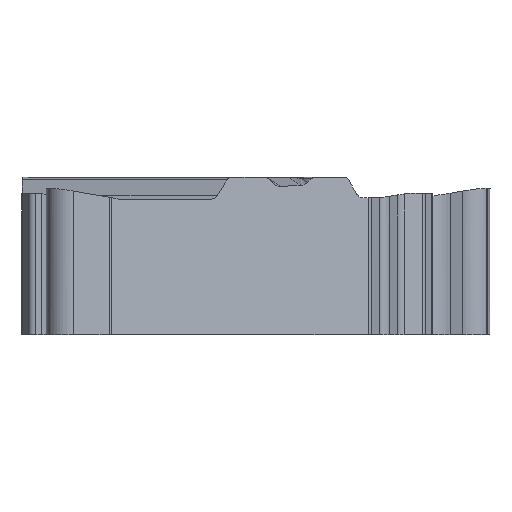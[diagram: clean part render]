
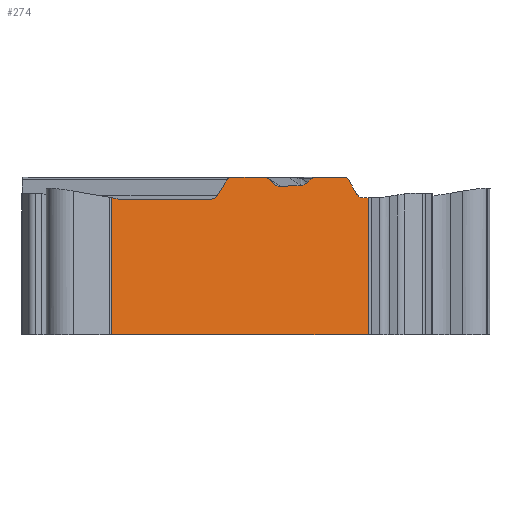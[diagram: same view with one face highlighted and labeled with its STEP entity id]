
A CAD part, front view. The second image highlights one B-rep face of the part: STEP entity #274.
In plain terms, the highlighted planar face has unit normal (0.5, -0.866, 0).
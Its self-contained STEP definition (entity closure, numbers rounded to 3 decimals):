
#94=ELLIPSE('',#2577,0.234,0.2);
#95=ELLIPSE('',#2578,0.17,0.15);
#96=ELLIPSE('',#2579,0.15,0.15);
#97=ELLIPSE('',#2580,0.167,0.15);
#98=ELLIPSE('',#2581,0.177,0.15);
#99=ELLIPSE('',#2582,0.236,0.2);
#194=CIRCLE('',#2583,0.2);
#274=ADVANCED_FACE('',(#458),#393,.F.);
#393=PLANE('',#2584);
#458=FACE_OUTER_BOUND('',#586,.T.);
#586=EDGE_LOOP('',(#841,#842,#843,#844,#845,#846,#847,#848,#849,#850,#851,
#852,#853,#854,#855,#856,#857,#858,#859,#860,#861,#862));
#841=ORIENTED_EDGE('',*,*,#1769,.F.);
#842=ORIENTED_EDGE('',*,*,#1770,.T.);
#843=ORIENTED_EDGE('',*,*,#1771,.F.);
#844=ORIENTED_EDGE('',*,*,#1772,.T.);
#845=ORIENTED_EDGE('',*,*,#1773,.F.);
#846=ORIENTED_EDGE('',*,*,#1774,.F.);
#847=ORIENTED_EDGE('',*,*,#1775,.F.);
#848=ORIENTED_EDGE('',*,*,#1776,.F.);
#849=ORIENTED_EDGE('',*,*,#1777,.F.);
#850=ORIENTED_EDGE('',*,*,#1778,.F.);
#851=ORIENTED_EDGE('',*,*,#1779,.F.);
#852=ORIENTED_EDGE('',*,*,#1780,.F.);
#853=ORIENTED_EDGE('',*,*,#1781,.F.);
#854=ORIENTED_EDGE('',*,*,#1782,.F.);
#855=ORIENTED_EDGE('',*,*,#1783,.F.);
#856=ORIENTED_EDGE('',*,*,#1784,.F.);
#857=ORIENTED_EDGE('',*,*,#1785,.F.);
#858=ORIENTED_EDGE('',*,*,#1786,.T.);
#859=ORIENTED_EDGE('',*,*,#1787,.T.);
#860=ORIENTED_EDGE('',*,*,#1788,.T.);
#861=ORIENTED_EDGE('',*,*,#1789,.F.);
#862=ORIENTED_EDGE('',*,*,#1790,.T.);
#1513=VERTEX_POINT('',#4325);
#1514=VERTEX_POINT('',#4326);
#1515=VERTEX_POINT('',#4328);
#1516=VERTEX_POINT('',#4330);
#1517=VERTEX_POINT('',#4332);
#1518=VERTEX_POINT('',#4334);
#1519=VERTEX_POINT('',#4336);
#1520=VERTEX_POINT('',#4338);
#1521=VERTEX_POINT('',#4340);
#1522=VERTEX_POINT('',#4342);
#1523=VERTEX_POINT('',#4356);
#1524=VERTEX_POINT('',#4358);
#1525=VERTEX_POINT('',#4372);
#1526=VERTEX_POINT('',#4374);
#1527=VERTEX_POINT('',#4376);
#1528=VERTEX_POINT('',#4378);
#1529=VERTEX_POINT('',#4380);
#1530=VERTEX_POINT('',#4382);
#1531=VERTEX_POINT('',#4384);
#1532=VERTEX_POINT('',#4386);
#1533=VERTEX_POINT('',#4388);
#1534=VERTEX_POINT('',#4390);
#1769=EDGE_CURVE('',#1513,#1514,#2081,.T.);
#1770=EDGE_CURVE('',#1513,#1515,#2082,.T.);
#1771=EDGE_CURVE('',#1516,#1515,#2083,.T.);
#1772=EDGE_CURVE('',#1516,#1517,#94,.T.);
#1773=EDGE_CURVE('',#1518,#1517,#2084,.T.);
#1774=EDGE_CURVE('',#1519,#1518,#95,.T.);
#1775=EDGE_CURVE('',#1520,#1519,#2085,.T.);
#1776=EDGE_CURVE('',#1521,#1520,#96,.T.);
#1777=EDGE_CURVE('',#1522,#1521,#2086,.T.);
#1778=EDGE_CURVE('',#1523,#1522,#2460,.T.);
#1779=EDGE_CURVE('',#1524,#1523,#2087,.T.);
#1780=EDGE_CURVE('',#1525,#1524,#2461,.T.);
#1781=EDGE_CURVE('',#1526,#1525,#2088,.T.);
#1782=EDGE_CURVE('',#1527,#1526,#97,.T.);
#1783=EDGE_CURVE('',#1528,#1527,#2089,.T.);
#1784=EDGE_CURVE('',#1529,#1528,#98,.T.);
#1785=EDGE_CURVE('',#1530,#1529,#2090,.T.);
#1786=EDGE_CURVE('',#1530,#1531,#99,.T.);
#1787=EDGE_CURVE('',#1531,#1532,#2091,.T.);
#1788=EDGE_CURVE('',#1532,#1533,#194,.T.);
#1789=EDGE_CURVE('',#1534,#1533,#2092,.T.);
#1790=EDGE_CURVE('',#1534,#1514,#2093,.T.);
#2081=LINE('',#4324,#2297);
#2082=LINE('',#4327,#2298);
#2083=LINE('',#4329,#2299);
#2084=LINE('',#4333,#2300);
#2085=LINE('',#4337,#2301);
#2086=LINE('',#4341,#2302);
#2087=LINE('',#4357,#2303);
#2088=LINE('',#4373,#2304);
#2089=LINE('',#4377,#2305);
#2090=LINE('',#4381,#2306);
#2091=LINE('',#4385,#2307);
#2092=LINE('',#4389,#2308);
#2093=LINE('',#4391,#2309);
#2297=VECTOR('',#2962,1.);
#2298=VECTOR('',#2963,1.);
#2299=VECTOR('',#2964,1.);
#2300=VECTOR('',#2967,1.);
#2301=VECTOR('',#2970,1.);
#2302=VECTOR('',#2973,1.);
#2303=VECTOR('',#2974,1.);
#2304=VECTOR('',#2975,1.);
#2305=VECTOR('',#2978,1.);
#2306=VECTOR('',#2981,1.);
#2307=VECTOR('',#2984,1.);
#2308=VECTOR('',#2987,1.);
#2309=VECTOR('',#2988,1.);
#2460=B_SPLINE_CURVE_WITH_KNOTS('',3,(#4343,#4344,#4345,#4346,#4347,#4348,
#4349,#4350,#4351,#4352,#4353,#4354,#4355),.UNSPECIFIED.,.F.,.F.,(4,3,3,
3,4),(0.,0.249,0.498,0.746,1.),
 .UNSPECIFIED.);
#2461=B_SPLINE_CURVE_WITH_KNOTS('',3,(#4359,#4360,#4361,#4362,#4363,#4364,
#4365,#4366,#4367,#4368,#4369,#4370,#4371),.UNSPECIFIED.,.F.,.F.,(4,3,3,
3,4),(0.,0.234,0.468,0.701,1.),
 .UNSPECIFIED.);
#2577=AXIS2_PLACEMENT_3D('',#4331,#2965,#2966);
#2578=AXIS2_PLACEMENT_3D('',#4335,#2968,#2969);
#2579=AXIS2_PLACEMENT_3D('',#4339,#2971,#2972);
#2580=AXIS2_PLACEMENT_3D('',#4375,#2976,#2977);
#2581=AXIS2_PLACEMENT_3D('',#4379,#2979,#2980);
#2582=AXIS2_PLACEMENT_3D('',#4383,#2982,#2983);
#2583=AXIS2_PLACEMENT_3D('',#4387,#2985,#2986);
#2584=AXIS2_PLACEMENT_3D('',#4392,#2989,#2990);
#2962=DIRECTION('',(-0.866,-0.5,0.));
#2963=DIRECTION('',(0.,0.,1.));
#2964=DIRECTION('',(0.863,0.498,0.088));
#2965=DIRECTION('',(-0.5,0.866,0.));
#2966=DIRECTION('',(0.854,0.493,-0.165));
#2967=DIRECTION('',(0.483,0.279,-0.83));
#2968=DIRECTION('',(-0.5,0.866,0.));
#2969=DIRECTION('',(-0.866,-0.5,0.));
#2970=DIRECTION('',(0.866,0.5,0.));
#2971=DIRECTION('',(-0.5,0.866,0.));
#2972=DIRECTION('',(0.866,0.5,0.));
#2973=DIRECTION('',(0.658,0.38,0.651));
#2974=DIRECTION('',(0.865,0.5,0.043));
#2975=DIRECTION('',(0.686,0.396,-0.611));
#2976=DIRECTION('',(-0.5,0.866,0.));
#2977=DIRECTION('',(-0.866,-0.5,0.));
#2978=DIRECTION('',(0.866,0.5,0.));
#2979=DIRECTION('',(-0.5,0.866,0.));
#2980=DIRECTION('',(-0.866,-0.5,0.));
#2981=DIRECTION('',(0.497,0.287,0.819));
#2982=DIRECTION('',(-0.5,0.866,0.));
#2983=DIRECTION('',(-0.866,-0.5,0.));
#2984=DIRECTION('',(-0.866,-0.5,0.));
#2985=DIRECTION('',(-0.5,0.866,0.));
#2986=DIRECTION('',(0.,0.,-1.));
#2987=DIRECTION('',(0.853,0.492,-0.174));
#2988=DIRECTION('',(0.,0.,-1.));
#2989=DIRECTION('',(-0.5,0.866,0.));
#2990=DIRECTION('',(0.,0.,-1.));
#4324=CARTESIAN_POINT('',(-0.367,-5.711,-3.97));
#4325=CARTESIAN_POINT('',(4.688,-2.792,-3.97));
#4326=CARTESIAN_POINT('',(-2.323,-6.841,-3.97));
#4327=CARTESIAN_POINT('',(4.688,-2.792,3.33));
#4328=CARTESIAN_POINT('',(4.688,-2.792,-0.225));
#4329=CARTESIAN_POINT('',(-0.308,-5.677,-0.733));
#4330=CARTESIAN_POINT('',(4.583,-2.853,-0.235));
#4331=CARTESIAN_POINT('',(4.552,-2.871,-0.035));
#4332=CARTESIAN_POINT('',(4.379,-2.971,-0.129));
#4333=CARTESIAN_POINT('',(2.837,-3.861,2.518));
#4334=CARTESIAN_POINT('',(4.154,-3.101,0.257));
#4335=CARTESIAN_POINT('',(4.028,-3.174,0.18));
#4336=CARTESIAN_POINT('',(4.028,-3.174,0.33));
#4337=CARTESIAN_POINT('',(-0.367,-5.711,0.33));
#4338=CARTESIAN_POINT('',(3.222,-3.639,0.33));
#4339=CARTESIAN_POINT('',(3.222,-3.639,0.18));
#4340=CARTESIAN_POINT('',(3.137,-3.688,0.294));
#4341=CARTESIAN_POINT('',(1.004,-4.92,-1.817));
#4342=CARTESIAN_POINT('',(3.029,-3.75,0.187));
#4343=CARTESIAN_POINT('',(2.857,-3.85,0.108));
#4344=CARTESIAN_POINT('',(2.873,-3.841,0.109));
#4345=CARTESIAN_POINT('',(2.888,-3.832,0.112));
#4346=CARTESIAN_POINT('',(2.904,-3.823,0.115));
#4347=CARTESIAN_POINT('',(2.919,-3.814,0.119));
#4348=CARTESIAN_POINT('',(2.934,-3.805,0.124));
#4349=CARTESIAN_POINT('',(2.949,-3.797,0.131));
#4350=CARTESIAN_POINT('',(2.963,-3.789,0.138));
#4351=CARTESIAN_POINT('',(2.977,-3.78,0.146));
#4352=CARTESIAN_POINT('',(2.99,-3.773,0.155));
#4353=CARTESIAN_POINT('',(3.004,-3.765,0.164));
#4354=CARTESIAN_POINT('',(3.017,-3.757,0.175));
#4355=CARTESIAN_POINT('',(3.029,-3.75,0.187));
#4356=CARTESIAN_POINT('',(2.857,-3.85,0.108));
#4357=CARTESIAN_POINT('',(-0.364,-5.709,-0.05));
#4358=CARTESIAN_POINT('',(2.296,-4.173,0.081));
#4359=CARTESIAN_POINT('',(2.124,-4.273,0.143));
#4360=CARTESIAN_POINT('',(2.136,-4.266,0.132));
#4361=CARTESIAN_POINT('',(2.148,-4.259,0.123));
#4362=CARTESIAN_POINT('',(2.161,-4.252,0.116));
#4363=CARTESIAN_POINT('',(2.173,-4.245,0.108));
#4364=CARTESIAN_POINT('',(2.186,-4.237,0.101));
#4365=CARTESIAN_POINT('',(2.2,-4.229,0.096));
#4366=CARTESIAN_POINT('',(2.214,-4.221,0.091));
#4367=CARTESIAN_POINT('',(2.228,-4.213,0.087));
#4368=CARTESIAN_POINT('',(2.242,-4.205,0.084));
#4369=CARTESIAN_POINT('',(2.26,-4.195,0.081));
#4370=CARTESIAN_POINT('',(2.278,-4.184,0.08));
#4371=CARTESIAN_POINT('',(2.296,-4.173,0.081));
#4372=CARTESIAN_POINT('',(2.124,-4.273,0.143));
#4373=CARTESIAN_POINT('',(4.055,-3.158,-1.577));
#4374=CARTESIAN_POINT('',(1.954,-4.371,0.294));
#4375=CARTESIAN_POINT('',(1.861,-4.425,0.18));
#4376=CARTESIAN_POINT('',(1.861,-4.425,0.33));
#4377=CARTESIAN_POINT('',(5.129,-2.538,0.33));
#4378=CARTESIAN_POINT('',(0.961,-4.944,0.33));
#4379=CARTESIAN_POINT('',(0.961,-4.944,0.18));
#4380=CARTESIAN_POINT('',(0.829,-5.021,0.257));
#4381=CARTESIAN_POINT('',(2.151,-4.257,2.437));
#4382=CARTESIAN_POINT('',(0.569,-5.171,-0.172));
#4383=CARTESIAN_POINT('',(0.394,-5.272,-0.07));
#4384=CARTESIAN_POINT('',(0.394,-5.272,-0.27));
#4385=CARTESIAN_POINT('',(5.129,-2.538,-0.27));
#4386=CARTESIAN_POINT('',(-2.106,-6.715,-0.27));
#4387=CARTESIAN_POINT('',(-2.106,-6.715,-0.07));
#4388=CARTESIAN_POINT('',(-2.136,-6.732,-0.267));
#4389=CARTESIAN_POINT('',(4.866,-2.69,-1.693));
#4390=CARTESIAN_POINT('',(-2.323,-6.841,-0.229));
#4391=CARTESIAN_POINT('',(-2.323,-6.841,-5.47));
#4392=CARTESIAN_POINT('',(-0.367,-5.711,0.03));
